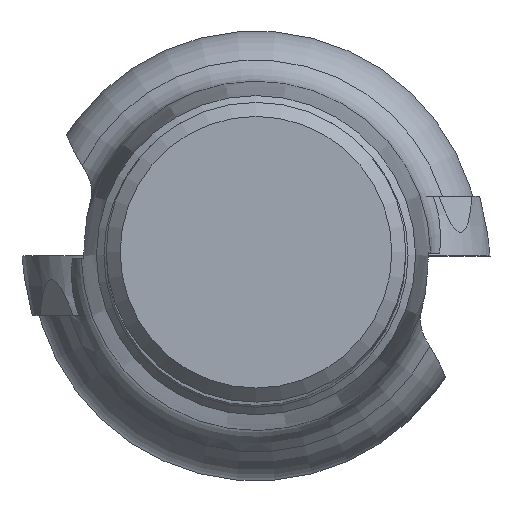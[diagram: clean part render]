
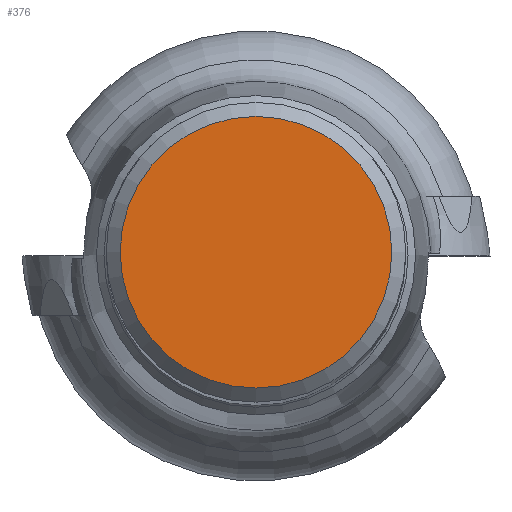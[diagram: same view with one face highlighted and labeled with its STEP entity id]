
A CAD part, top view. The second image highlights one B-rep face of the part: STEP entity #376.
In plain terms, the highlighted planar face has unit normal (0, 0, 1).
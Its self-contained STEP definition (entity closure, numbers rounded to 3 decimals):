
#235=FACE_OUTER_BOUND('',#646,.T.);
#376=ADVANCED_FACE('',(#235),#510,.T.);
#510=PLANE('',#2535);
#646=EDGE_LOOP('',(#1164));
#1024=CIRCLE('',#2534,14.496);
#1164=ORIENTED_EDGE('',*,*,#2037,.F.);
#1805=VERTEX_POINT('',#3812);
#2037=EDGE_CURVE('',#1805,#1805,#1024,.T.);
#2534=AXIS2_PLACEMENT_3D('',#3811,#2858,#2859);
#2535=AXIS2_PLACEMENT_3D('',#3813,#2860,#2861);
#2858=DIRECTION('',(0.,0.,-1.));
#2859=DIRECTION('',(-1.,0.,0.));
#2860=DIRECTION('',(0.,0.,1.));
#2861=DIRECTION('',(1.,0.,0.));
#3811=CARTESIAN_POINT('',(0.,0.,0.));
#3812=CARTESIAN_POINT('',(-14.496,0.,0.));
#3813=CARTESIAN_POINT('',(-14.496,0.,0.));
